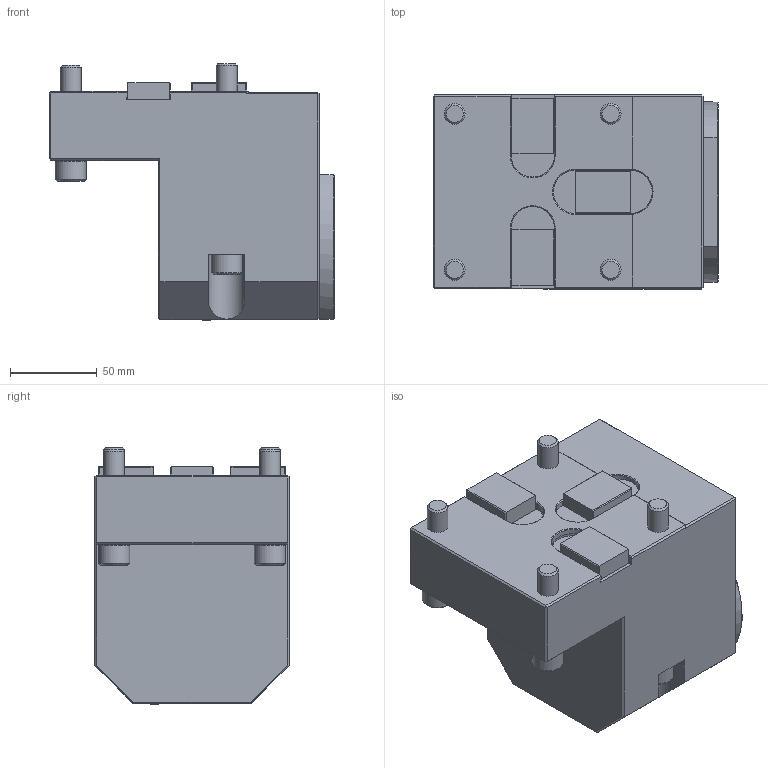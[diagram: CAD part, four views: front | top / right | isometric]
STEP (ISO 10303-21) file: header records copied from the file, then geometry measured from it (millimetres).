
FILE_DESCRIPTION(/* description */ (''),/* implementation_level */ '2;1');
FILE_NAME(/* name */ '1616506432024.stp',/* time_stamp */ '2021-03-23T14:33:57+01:00',/* author */ (''),/* organization */ ('SMS'),/* preprocessor_version */ 'ST-DEVELOPER v16.7',/* originating_system */ 'SIEMENS PLM Software NX 12.0',/* authorisation */ '');
FILE_SCHEMA (('AUTOMOTIVE_DESIGN { 1 0 10303 214 3 1 1 1 }'));
Length unit declared in the file: millimetre
Products named in the file (1): 203444752mod000_00
Bounding box: 165 x 112 x 148.29 mm (x, y, z)
Volume: 1625760.5 mm3; surface area: 108187.1 mm2
Topology: 1 solids, 1 shells, 183 faces, 436 edges, 265 vertices
Faces by surface type: plane 140, cylinder 21, cone 20, bspline 1, sphere 1
Full cylindrical faces by diameter (mm): 4 x1, 12 x4, 18 x4, 48.5 x1, 63 x1
Entity records: 5306 total; most frequent: CARTESIAN_POINT 1172, DIRECTION 823, ORIENTED_EDGE 808, EDGE_CURVE 404, LINE 317, VECTOR 317, VERTEX_POINT 255, AXIS2_PLACEMENT_3D 253
